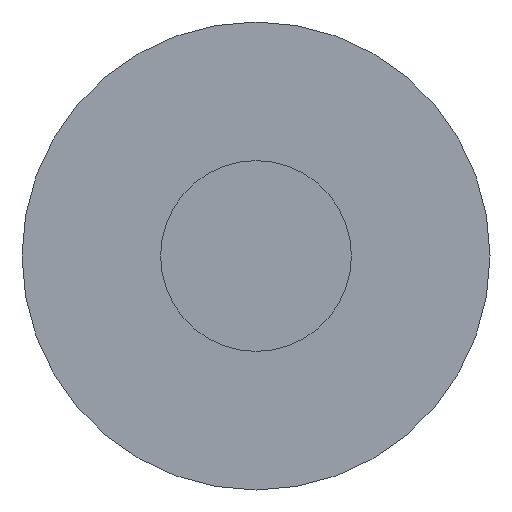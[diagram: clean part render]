
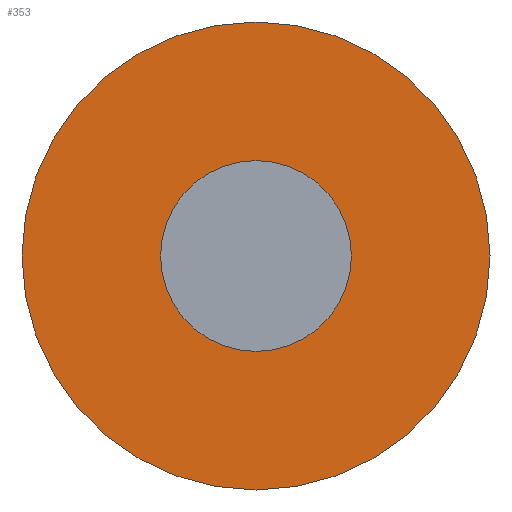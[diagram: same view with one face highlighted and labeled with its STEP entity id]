
A CAD part, front view. The second image highlights one B-rep face of the part: STEP entity #353.
In plain terms, the highlighted planar face has unit normal (0, -1, 0).
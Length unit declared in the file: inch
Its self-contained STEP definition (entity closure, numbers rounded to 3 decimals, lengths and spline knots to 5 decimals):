
#1 = CARTESIAN_POINT ( 'NONE',  ( 0., -0.2555, -0.23425 ) ) ;
#9 = CARTESIAN_POINT ( 'NONE',  ( 0., -0.2555, 0. ) ) ;
#19 = CARTESIAN_POINT ( 'NONE',  ( 0., -0.2555, -0.0955 ) ) ;
#22 = CARTESIAN_POINT ( 'NONE',  ( 0., -0.2555, 0. ) ) ;
#25 = EDGE_CURVE ( 'NONE', #38, #98, #383, .T. ) ;
#38 = VERTEX_POINT ( 'NONE', #206 ) ;
#39 = DIRECTION ( 'NONE',  ( 0., 0., 1. ) ) ;
#41 = DIRECTION ( 'NONE',  ( 0., 1., 0. ) ) ;
#42 = DIRECTION ( 'NONE',  ( 0., 1., 0. ) ) ;
#48 = EDGE_CURVE ( 'NONE', #229, #310, #480, .T. ) ;
#67 = DIRECTION ( 'NONE',  ( 0., 0., 1. ) ) ;
#79 = PLANE ( 'NONE',  #390 ) ;
#97 = AXIS2_PLACEMENT_3D ( 'NONE', #9, #337, #424 ) ;
#98 = VERTEX_POINT ( 'NONE', #1 ) ;
#101 = EDGE_CURVE ( 'NONE', #310, #229, #102, .T. ) ;
#102 = CIRCLE ( 'NONE', #411, 0.0955 ) ;
#103 = CARTESIAN_POINT ( 'NONE',  ( 0., -0.2555, 0. ) ) ;
#129 = AXIS2_PLACEMENT_3D ( 'NONE', #22, #318, #67 ) ;
#137 = ORIENTED_EDGE ( 'NONE', *, *, #48, .T. ) ;
#180 = CARTESIAN_POINT ( 'NONE',  ( 0., -0.2555, 0.0955 ) ) ;
#196 = CARTESIAN_POINT ( 'NONE',  ( 0.0955, -0.2555, 0. ) ) ;
#206 = CARTESIAN_POINT ( 'NONE',  ( 0., -0.2555, 0.23425 ) ) ;
#229 = VERTEX_POINT ( 'NONE', #19 ) ;
#240 = ORIENTED_EDGE ( 'NONE', *, *, #25, .F. ) ;
#246 = EDGE_LOOP ( 'NONE', ( #240, #301 ) ) ;
#264 = AXIS2_PLACEMENT_3D ( 'NONE', #410, #482, #477 ) ;
#274 = EDGE_LOOP ( 'NONE', ( #331, #137 ) ) ;
#279 = CIRCLE ( 'NONE', #97, 0.23425 ) ;
#292 = EDGE_CURVE ( 'NONE', #98, #38, #279, .T. ) ;
#296 = FACE_OUTER_BOUND ( 'NONE', #246, .T. ) ;
#301 = ORIENTED_EDGE ( 'NONE', *, *, #292, .F. ) ;
#307 = DIRECTION ( 'NONE',  ( 0., 0., 1. ) ) ;
#310 = VERTEX_POINT ( 'NONE', #180 ) ;
#318 = DIRECTION ( 'NONE',  ( 0., 1., 0. ) ) ;
#331 = ORIENTED_EDGE ( 'NONE', *, *, #101, .T. ) ;
#336 = FACE_BOUND ( 'NONE', #274, .T. ) ;
#337 = DIRECTION ( 'NONE',  ( 0., 1., 0. ) ) ;
#353 = ADVANCED_FACE ( 'NONE', ( #296, #336 ), #79, .F. ) ;
#383 = CIRCLE ( 'NONE', #129, 0.23425 ) ;
#390 = AXIS2_PLACEMENT_3D ( 'NONE', #196, #41, #307 ) ;
#410 = CARTESIAN_POINT ( 'NONE',  ( 0., -0.2555, 0. ) ) ;
#411 = AXIS2_PLACEMENT_3D ( 'NONE', #103, #42, #39 ) ;
#424 = DIRECTION ( 'NONE',  ( 0., 0., 1. ) ) ;
#477 = DIRECTION ( 'NONE',  ( 0., 0., 1. ) ) ;
#480 = CIRCLE ( 'NONE', #264, 0.0955 ) ;
#482 = DIRECTION ( 'NONE',  ( 0., 1., 0. ) ) ;
